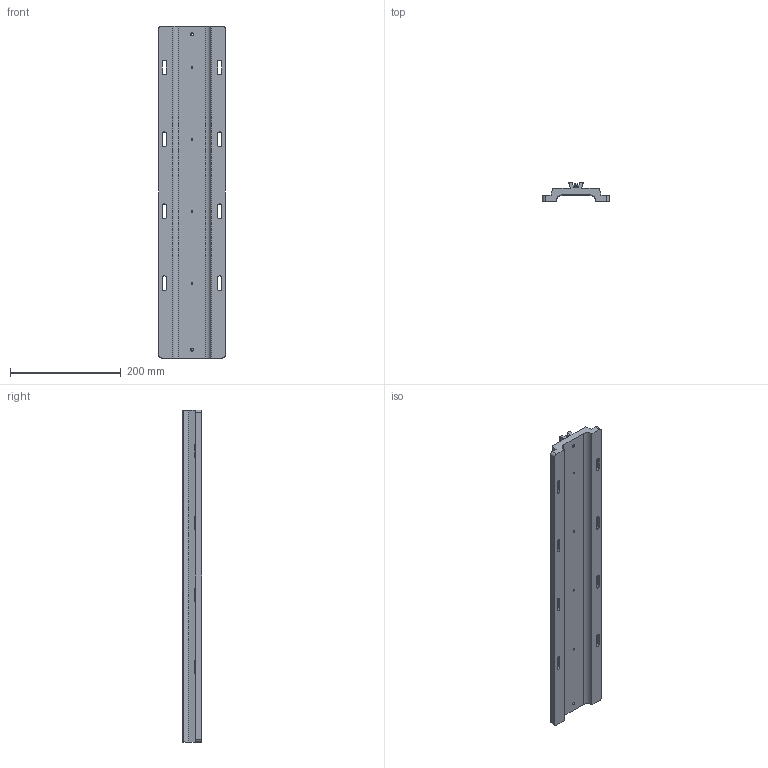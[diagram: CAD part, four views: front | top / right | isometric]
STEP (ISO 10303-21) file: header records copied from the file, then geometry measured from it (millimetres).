
FILE_DESCRIPTION (( 'STEP AP203' ), '1' );
FILE_NAME ('01PBH-2M.STEP', '2016-02-24T06:12:27', ( '' ), ( '' ), 'SwSTEP 2.0', 'SolidWorks 2016', '' );
FILE_SCHEMA (( 'CONFIG_CONTROL_DESIGN' ));
Length unit declared in the file: millimetre
Products named in the file (1): 01PBH-2M
Bounding box: 120 x 34.5 x 600 mm (x, y, z)
Surface area: 229884.2 mm2 (no closed solid volume)
Topology: 0 solids, 5 shells, 908 faces, 3451 edges, 2306 vertices
Faces by surface type: plane 827, cylinder 77, torus 4
Entity records: 35324 total; most frequent: CARTESIAN_POINT 6750, ORIENTED_EDGE 5884, DIRECTION 5395, EDGE_CURVE 3451, LINE 3269, VECTOR 3269, VERTEX_POINT 2306, AXIS2_PLACEMENT_3D 1063
